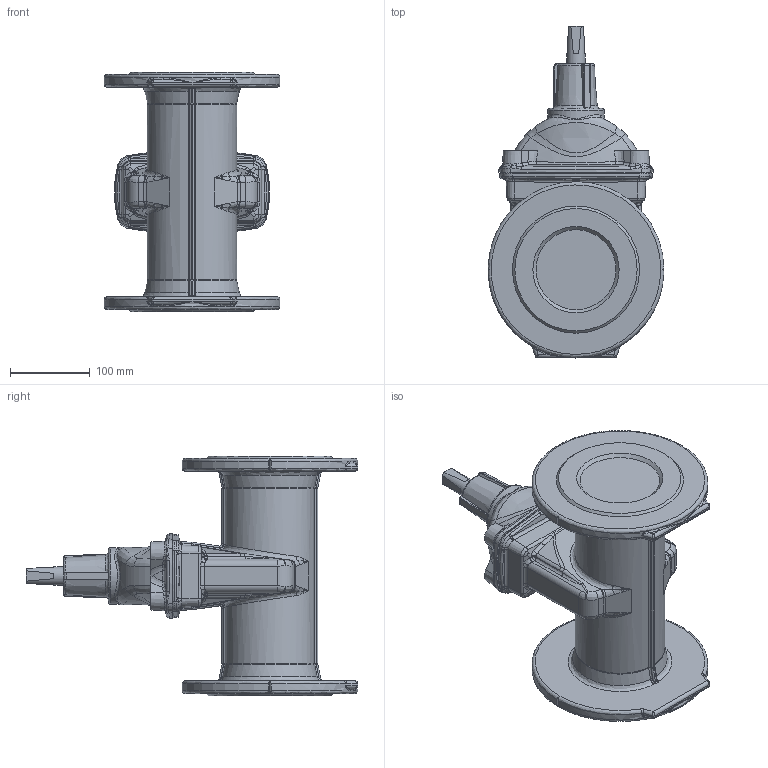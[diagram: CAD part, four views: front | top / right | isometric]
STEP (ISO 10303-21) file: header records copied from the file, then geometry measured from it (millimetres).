
FILE_DESCRIPTION (( 'STEP AP203' ), '1' );
FILE_NAME ('O_40_60_DN100.STEP', '2014-09-11T03:04:53', ( '' ), ( '' ), 'SwSTEP 2.0', 'SolidWorks 2012', '' );
FILE_SCHEMA (( 'CONFIG_CONTROL_DESIGN' ));
Products named in the file (1): O_40_60_DN100
Bounding box: 219.98 x 415 x 300 mm (x, y, z)
Volume: 5872194.7 mm3; surface area: 341990.5 mm2
Topology: 1 solids, 1 shells, 711 faces, 1702 edges, 970 vertices
Faces by surface type: bspline 409, cylinder 147, plane 106, cone 49
Full cylindrical faces by diameter (mm): 23 x1, 71 x1
Entity records: 41475 total; most frequent: CARTESIAN_POINT 28755, ORIENTED_EDGE 3316, DIRECTION 1721, EDGE_CURVE 1658, VERTEX_POINT 968, B_SPLINE_CURVE_WITH_KNOTS 738, EDGE_LOOP 730, FACE_OUTER_BOUND 717
